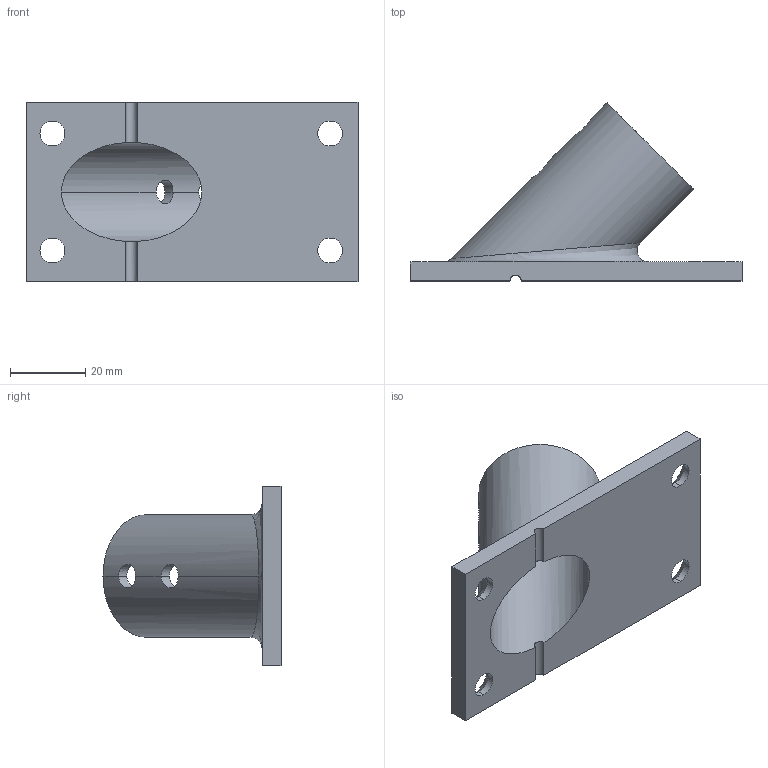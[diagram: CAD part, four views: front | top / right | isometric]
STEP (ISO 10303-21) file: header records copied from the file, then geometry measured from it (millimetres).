
FILE_DESCRIPTION (( 'STEP AP203' ), '1' );
FILE_NAME ('sone3D.STEP', '2014-07-23T09:38:29', ( '' ), ( '' ), 'SwSTEP 2.0', 'SolidWorks 2012', '' );
FILE_SCHEMA (( 'CONFIG_CONTROL_DESIGN' ));
Length unit declared in the file: millimetre
Products named in the file (1): sone3D
Bounding box: 88 x 47.2 x 47.5 mm (x, y, z)
Volume: 28449.5 mm3; surface area: 16457.8 mm2
Topology: 1 solids, 1 shells, 36 faces, 96 edges, 58 vertices
Faces by surface type: cylinder 18, cone 8, plane 8, bspline 2
Entity records: 1721 total; most frequent: CARTESIAN_POINT 751, ORIENTED_EDGE 192, DIRECTION 180, EDGE_CURVE 96, AXIS2_PLACEMENT_3D 67, VERTEX_POINT 58, EDGE_LOOP 46, LINE 46
